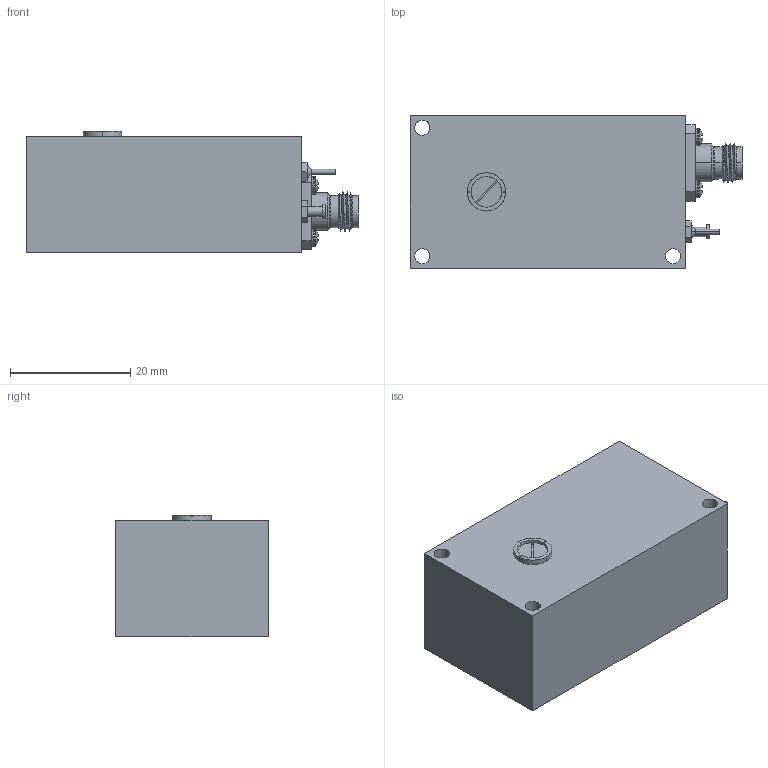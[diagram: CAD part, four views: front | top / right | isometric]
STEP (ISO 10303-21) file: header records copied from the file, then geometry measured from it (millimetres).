
FILE_DESCRIPTION (( 'STEP AP203' ), '1' );
FILE_NAME ('SOD-10302217-SF-S2-3.STEP', '2019-03-21T17:21:49', ( '' ), ( '' ), 'SwSTEP 2.0', 'SolidWorks 2016', '' );
FILE_SCHEMA (( 'CONFIG_CONTROL_DESIGN' ));
Length unit declared in the file: millimetre
Products named in the file (1): SOD-10302217-SF-S2-3
Bounding box: 55.12 x 25.4 x 20.2 mm (x, y, z)
Surface area: 6149.2 mm2 (no closed solid volume)
Topology: 0 solids, 10 shells, 243 faces, 741 edges, 488 vertices
Faces by surface type: plane 119, cylinder 66, cone 28, torus 20, sphere 8, bspline 2
Entity records: 9514 total; most frequent: CARTESIAN_POINT 2998, ORIENTED_EDGE 1345, DIRECTION 1342, EDGE_CURVE 741, AXIS2_PLACEMENT_3D 514, VERTEX_POINT 488, VECTOR 314, LINE 314
